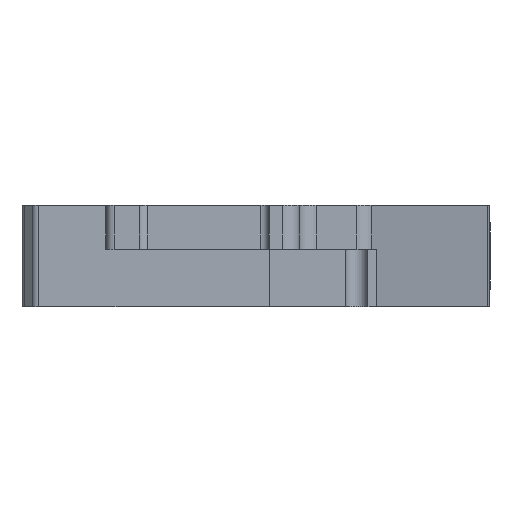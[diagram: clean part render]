
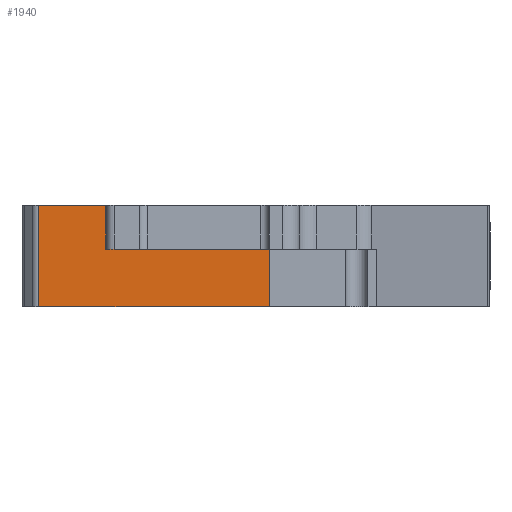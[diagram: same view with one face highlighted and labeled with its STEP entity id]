
A CAD part, left-side view. The second image highlights one B-rep face of the part: STEP entity #1940.
In plain terms, the highlighted planar face has unit normal (-1, 0, 0).
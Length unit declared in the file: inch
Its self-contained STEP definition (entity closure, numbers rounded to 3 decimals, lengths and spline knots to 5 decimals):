
#287=FACE_OUTER_BOUND('',#421,.T.);
#421=EDGE_LOOP('',(#1794,#1795,#1796,#1797));
#462=LINE('',#2864,#644);
#537=LINE('',#3120,#719);
#579=LINE('',#3208,#761);
#587=LINE('',#3225,#769);
#644=VECTOR('',#2271,0.3937);
#719=VECTOR('',#2506,0.3937);
#761=VECTOR('',#2620,0.3937);
#769=VECTOR('',#2646,0.3937);
#857=VERTEX_POINT('',#2861);
#858=VERTEX_POINT('',#2863);
#958=VERTEX_POINT('',#3117);
#959=VERTEX_POINT('',#3119);
#1044=EDGE_CURVE('',#857,#858,#462,.T.);
#1173=EDGE_CURVE('',#959,#958,#537,.T.);
#1221=EDGE_CURVE('',#959,#857,#579,.T.);
#1229=EDGE_CURVE('',#858,#958,#587,.T.);
#1794=ORIENTED_EDGE('',*,*,#1221,.F.);
#1795=ORIENTED_EDGE('',*,*,#1173,.T.);
#1796=ORIENTED_EDGE('',*,*,#1229,.F.);
#1797=ORIENTED_EDGE('',*,*,#1044,.F.);
#1846=PLANE('',#2150);
#1940=ADVANCED_FACE('',(#287),#1846,.T.);
#2150=AXIS2_PLACEMENT_3D('',#3265,#2709,#2710);
#2271=DIRECTION('',(0.,-1.,0.));
#2506=DIRECTION('',(0.,-1.,0.));
#2620=DIRECTION('',(0.,0.,1.));
#2646=DIRECTION('',(0.,0.,-1.));
#2709=DIRECTION('center_axis',(-1.,0.,0.));
#2710=DIRECTION('ref_axis',(0.,-1.,0.));
#2861=CARTESIAN_POINT('',(-0.125,3.22411,0.75));
#2863=CARTESIAN_POINT('',(-0.125,0.96937,0.75));
#2864=CARTESIAN_POINT('',(-0.125,3.375,0.75));
#3117=CARTESIAN_POINT('',(-0.125,0.96937,0.));
#3119=CARTESIAN_POINT('',(-0.125,3.22411,0.));
#3120=CARTESIAN_POINT('',(-0.125,3.375,0.));
#3208=CARTESIAN_POINT('',(-0.125,3.22411,0.));
#3225=CARTESIAN_POINT('',(-0.125,0.96937,0.));
#3265=CARTESIAN_POINT('Origin',(-0.125,3.375,0.));
